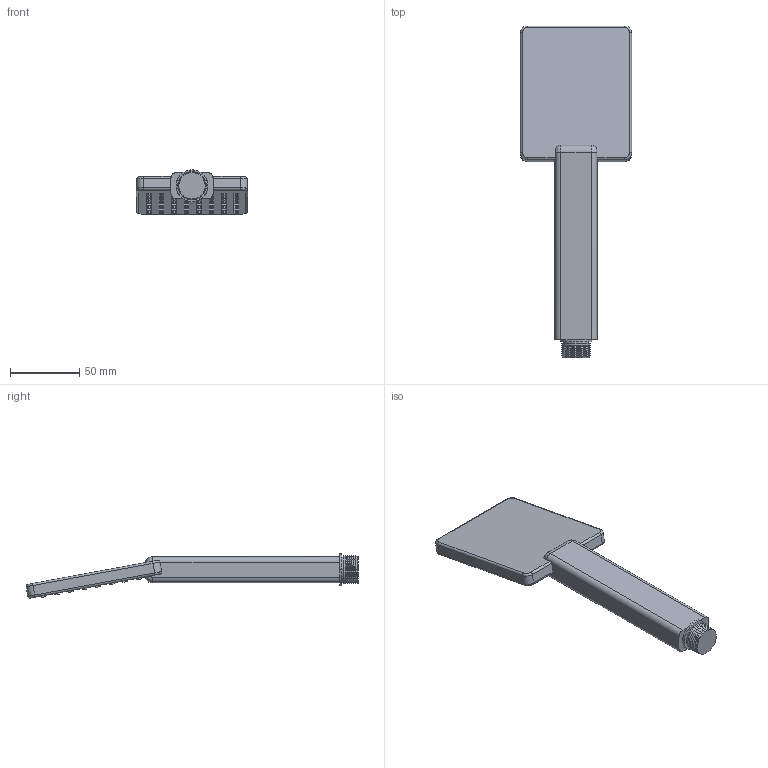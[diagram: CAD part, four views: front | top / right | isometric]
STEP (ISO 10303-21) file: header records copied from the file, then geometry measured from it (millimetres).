
FILE_DESCRIPTION((''),'2;1');
FILE_NAME('DC5207','2020-02-06T13:07:00',('carloff'),(''),'CREO PARAMETRIC BY PTC INC, 2018100','CREO PARAMETRIC BY PTC INC, 2018100','');
FILE_SCHEMA(('CONFIG_CONTROL_DESIGN'));
Length unit declared in the file: millimetre
Products named in the file (1): DC5207
Bounding box: 80 x 239.14 x 31.81 mm (x, y, z)
Volume: 156830.1 mm3; surface area: 33319.4 mm2
Topology: 1 solids, 1 shells, 594 faces, 1336 edges, 874 vertices
Faces by surface type: plane 402, cylinder 154, cone 26, torus 8, bspline 4
Entity records: 16623 total; most frequent: CARTESIAN_POINT 2959, DIRECTION 2852, ORIENTED_EDGE 2672, EDGE_CURVE 1336, VECTOR 980, LINE 980, AXIS2_PLACEMENT_3D 936, VERTEX_POINT 874
